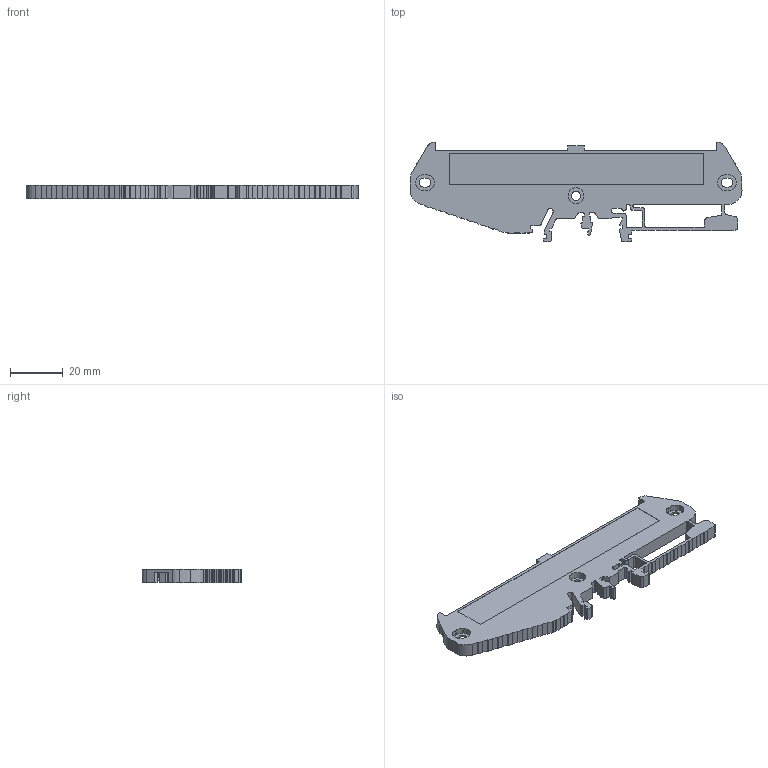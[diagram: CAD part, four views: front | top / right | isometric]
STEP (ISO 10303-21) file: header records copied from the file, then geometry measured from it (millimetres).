
FILE_DESCRIPTION(('STEP AP214'),'1');
FILE_NAME('E107 CLGL.stp','2015-03-10T15:45:15',(' '),(' '),'Spatial InterOp 3D',' ',' ');
FILE_SCHEMA(('automotive_design'));
Length unit declared in the file: metre
Products named in the file (1): 1
Bounding box: 125.4 x 37.7 x 5.1 mm (x, y, z)
Volume: 6449.1 mm3; surface area: 10931.8 mm2
Topology: 1 solids, 1 shells, 502 faces, 1493 edges, 993 vertices
Faces by surface type: plane 319, cylinder 183
Full cylindrical faces by diameter (mm): 3.4 x1, 6 x1
Entity records: 20894 total; most frequent: CARTESIAN_POINT 3021, ORIENTED_EDGE 2982, DIRECTION 2863, EDGE_CURVE 1491, LINE 1089, VECTOR 1089, VERTEX_POINT 993, AXIS2_PLACEMENT_3D 887
